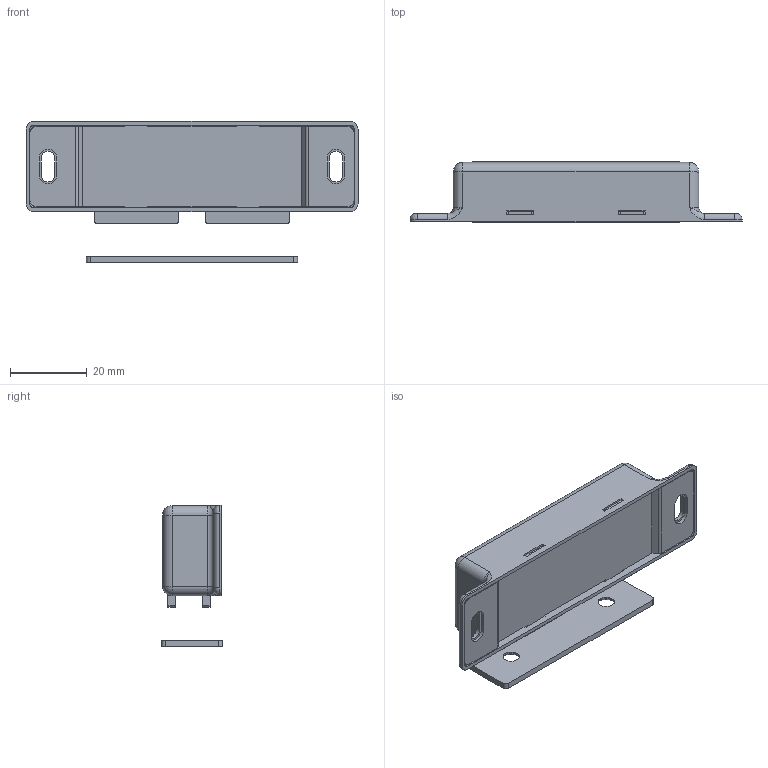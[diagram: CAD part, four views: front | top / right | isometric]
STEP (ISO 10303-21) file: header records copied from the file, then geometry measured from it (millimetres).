
FILE_DESCRIPTION (( 'STEP AP203' ), '1' );
FILE_NAME ('sone3D.STEP', '2016-07-11T07:17:30', ( '' ), ( '' ), 'SwSTEP 2.0', 'SolidWorks 2014', '' );
FILE_SCHEMA (( 'CONFIG_CONTROL_DESIGN' ));
Length unit declared in the file: millimetre
Products named in the file (6): C-100-B-1底板; C-100-Bヨーク; C-100-Bヨーク_; C-100-B-1受板; sone3D; C-100-B-1ケース
Assembly tree (7 placements, depth 3):
  sone3D
    C-100-B-1ケース
    C-100-B-1底板
    C-100-Bヨーク_  x2
      C-100-Bヨーク
    C-100-B-1受板
Bounding box: 86.5 x 16 x 36.75 mm (x, y, z)
Volume: 11162.6 mm3; surface area: 19314.1 mm2
Topology: 7 solids, 7 shells, 271 faces, 720 edges, 444 vertices
Faces by surface type: plane 135, cylinder 96, torus 20, sphere 8, bspline 8, cone 4
Entity records: 8064 total; most frequent: CARTESIAN_POINT 1816, DIRECTION 1194, ORIENTED_EDGE 1156, EDGE_CURVE 578, AXIS2_PLACEMENT_3D 410, LINE 374, VECTOR 374, VERTEX_POINT 360
